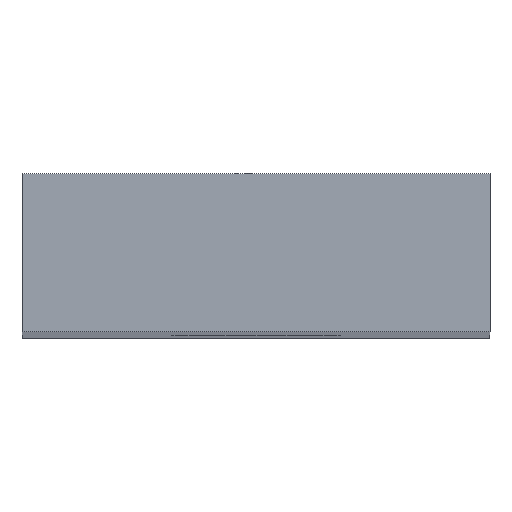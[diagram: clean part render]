
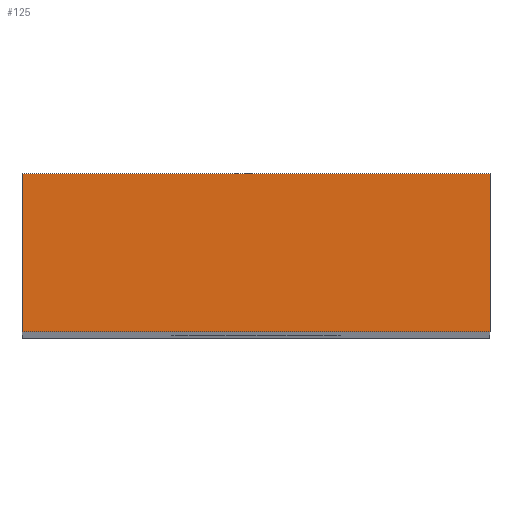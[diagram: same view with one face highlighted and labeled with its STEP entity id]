
A CAD part, top view. The second image highlights one B-rep face of the part: STEP entity #125.
In plain terms, the highlighted planar face has unit normal (0, 0, 1).
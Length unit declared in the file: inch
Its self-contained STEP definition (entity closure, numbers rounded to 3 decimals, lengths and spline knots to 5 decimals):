
#18=PLANE('',#156);
#25=FACE_OUTER_BOUND('',#32,.T.);
#32=EDGE_LOOP('',(#100,#101,#102,#103));
#43=LINE('',#209,#56);
#44=LINE('',#212,#57);
#45=LINE('',#214,#58);
#46=LINE('',#215,#59);
#56=VECTOR('',#175,0.3937);
#57=VECTOR('',#178,0.3937);
#58=VECTOR('',#179,0.3937);
#59=VECTOR('',#180,0.3937);
#69=VERTEX_POINT('',#202);
#72=VERTEX_POINT('',#207);
#73=VERTEX_POINT('',#211);
#74=VERTEX_POINT('',#213);
#83=EDGE_CURVE('',#69,#72,#43,.T.);
#84=EDGE_CURVE('',#73,#69,#44,.T.);
#85=EDGE_CURVE('',#74,#72,#45,.T.);
#86=EDGE_CURVE('',#73,#74,#46,.T.);
#100=ORIENTED_EDGE('',*,*,#84,.T.);
#101=ORIENTED_EDGE('',*,*,#83,.T.);
#102=ORIENTED_EDGE('',*,*,#85,.F.);
#103=ORIENTED_EDGE('',*,*,#86,.F.);
#125=ADVANCED_FACE('',(#25),#18,.T.);
#156=AXIS2_PLACEMENT_3D('',#210,#176,#177);
#175=DIRECTION('',(0.,1.,0.));
#176=DIRECTION('center_axis',(0.,0.,1.));
#177=DIRECTION('ref_axis',(1.,0.,0.));
#178=DIRECTION('',(1.,0.,0.));
#179=DIRECTION('',(1.,0.,0.));
#180=DIRECTION('',(0.,1.,0.));
#202=CARTESIAN_POINT('',(0.,0.,0.));
#207=CARTESIAN_POINT('',(0.,0.125,0.));
#209=CARTESIAN_POINT('',(0.,0.,0.));
#210=CARTESIAN_POINT('Origin',(-0.37,0.,0.));
#211=CARTESIAN_POINT('',(-0.37,0.,0.));
#212=CARTESIAN_POINT('',(-0.37,0.,0.));
#213=CARTESIAN_POINT('',(-0.37,0.125,0.));
#214=CARTESIAN_POINT('',(-0.37,0.125,0.));
#215=CARTESIAN_POINT('',(-0.37,0.,0.));
